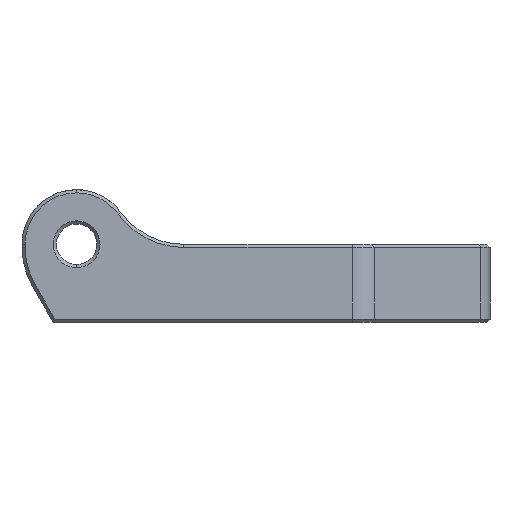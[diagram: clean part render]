
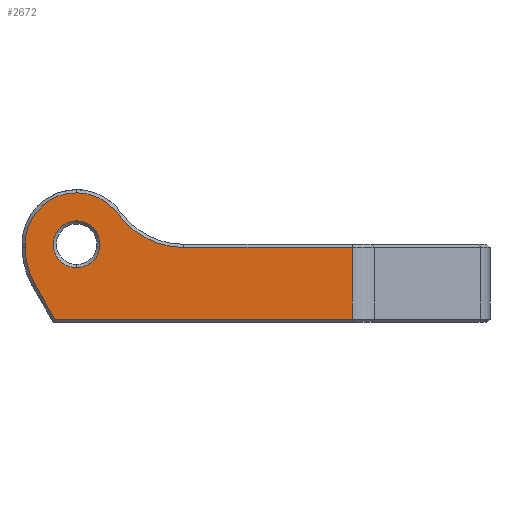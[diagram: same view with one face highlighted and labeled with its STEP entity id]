
A CAD part, front view. The second image highlights one B-rep face of the part: STEP entity #2672.
In plain terms, the highlighted planar face has unit normal (0, -1, 0).
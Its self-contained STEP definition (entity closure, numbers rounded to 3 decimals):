
#16 = CIRCLE ( 'NONE', #1031, 4.8 ) ;
#59 = CARTESIAN_POINT ( 'NONE',  ( 3.5, -19.75, 5. ) ) ;
#80 = CARTESIAN_POINT ( 'NONE',  ( 0.2, -19.75, 4.804 ) ) ;
#86 = VERTEX_POINT ( 'NONE', #1234 ) ;
#89 = AXIS2_PLACEMENT_3D ( 'NONE', #1400, #2396, #130 ) ;
#98 = DIRECTION ( 'NONE',  ( 0., 0., 1. ) ) ;
#130 = DIRECTION ( 'NONE',  ( 0., 0., 1. ) ) ;
#140 = EDGE_LOOP ( 'NONE', ( #692, #238 ) ) ;
#238 = ORIENTED_EDGE ( 'NONE', *, *, #1207, .T. ) ;
#280 = ORIENTED_EDGE ( 'NONE', *, *, #2181, .T. ) ;
#315 = DIRECTION ( 'NONE',  ( 0., -1., 0. ) ) ;
#317 = CARTESIAN_POINT ( 'NONE',  ( 21.172, -19.75, 5. ) ) ;
#326 = EDGE_CURVE ( 'NONE', #86, #956, #1524, .T. ) ;
#404 = LINE ( 'NONE', #1483, #1775 ) ;
#447 = CARTESIAN_POINT ( 'NONE',  ( 2.173, -19.75, 0.1 ) ) ;
#467 = FACE_BOUND ( 'NONE', #140, .T. ) ;
#470 = DIRECTION ( 'NONE',  ( -1., 0., 0. ) ) ;
#476 = CARTESIAN_POINT ( 'NONE',  ( 2.115, -19.75, 0.2 ) ) ;
#483 = CARTESIAN_POINT ( 'NONE',  ( 21.172, -19.75, 0.2 ) ) ;
#496 = DIRECTION ( 'NONE',  ( 0., 0., 1. ) ) ;
#536 = VERTEX_POINT ( 'NONE', #2336 ) ;
#546 = ORIENTED_EDGE ( 'NONE', *, *, #326, .T. ) ;
#569 = EDGE_LOOP ( 'NONE', ( #602, #280, #2876, #546, #1187, #1320, #783, #3016, #1912 ) ) ;
#602 = ORIENTED_EDGE ( 'NONE', *, *, #1180, .T. ) ;
#635 = VECTOR ( 'NONE', #1664, 1000. ) ;
#637 = DIRECTION ( 'NONE',  ( 0., 0., 1. ) ) ;
#652 = DIRECTION ( 'NONE',  ( 1., 0., 0. ) ) ;
#685 = CIRCLE ( 'NONE', #788, 3.3 ) ;
#692 = ORIENTED_EDGE ( 'NONE', *, *, #1124, .T. ) ;
#747 = CARTESIAN_POINT ( 'NONE',  ( 21.172, -19.75, 4.8 ) ) ;
#753 = EDGE_CURVE ( 'NONE', #2640, #2551, #1545, .T. ) ;
#783 = ORIENTED_EDGE ( 'NONE', *, *, #2969, .T. ) ;
#788 = AXIS2_PLACEMENT_3D ( 'NONE', #2228, #2974, #637 ) ;
#831 = CARTESIAN_POINT ( 'NONE',  ( 3.5, -19.75, 8.3 ) ) ;
#956 = VERTEX_POINT ( 'NONE', #831 ) ;
#995 = CIRCLE ( 'NONE', #1583, 1.5 ) ;
#1031 = AXIS2_PLACEMENT_3D ( 'NONE', #2594, #315, #1330 ) ;
#1062 = LINE ( 'NONE', #317, #2223 ) ;
#1124 = EDGE_CURVE ( 'NONE', #1861, #2824, #995, .T. ) ;
#1132 = LINE ( 'NONE', #1390, #2577 ) ;
#1180 = EDGE_CURVE ( 'NONE', #2373, #2312, #1062, .T. ) ;
#1187 = ORIENTED_EDGE ( 'NONE', *, *, #1280, .T. ) ;
#1198 = LINE ( 'NONE', #447, #635 ) ;
#1207 = EDGE_CURVE ( 'NONE', #2824, #1861, #2651, .T. ) ;
#1208 = CARTESIAN_POINT ( 'NONE',  ( 0.2, -19.75, 5. ) ) ;
#1234 = CARTESIAN_POINT ( 'NONE',  ( 6.169, -19.75, 6.941 ) ) ;
#1255 = CIRCLE ( 'NONE', #1362, 5.2 ) ;
#1280 = EDGE_CURVE ( 'NONE', #956, #2640, #685, .T. ) ;
#1308 = EDGE_CURVE ( 'NONE', #536, #1885, #1198, .T. ) ;
#1320 = ORIENTED_EDGE ( 'NONE', *, *, #753, .T. ) ;
#1330 = DIRECTION ( 'NONE',  ( 0., 0., 1. ) ) ;
#1362 = AXIS2_PLACEMENT_3D ( 'NONE', #3278, #2808, #496 ) ;
#1369 = DIRECTION ( 'NONE',  ( 0., 0., 1. ) ) ;
#1390 = CARTESIAN_POINT ( 'NONE',  ( 0., -19.75, 0.2 ) ) ;
#1400 = CARTESIAN_POINT ( 'NONE',  ( 3.5, -19.75, 5. ) ) ;
#1483 = CARTESIAN_POINT ( 'NONE',  ( 10.374, -19.75, 4.8 ) ) ;
#1524 = CIRCLE ( 'NONE', #89, 3.3 ) ;
#1545 = LINE ( 'NONE', #1208, #2536 ) ;
#1558 = CARTESIAN_POINT ( 'NONE',  ( 3.5, -19.75, 5. ) ) ;
#1583 = AXIS2_PLACEMENT_3D ( 'NONE', #1558, #2625, #2647 ) ;
#1664 = DIRECTION ( 'NONE',  ( 0.5, 0., -0.866 ) ) ;
#1665 = DIRECTION ( 'NONE',  ( 0., 1., 0. ) ) ;
#1746 = DIRECTION ( 'NONE',  ( 0., 0., 1. ) ) ;
#1775 = VECTOR ( 'NONE', #470, 1000. ) ;
#1861 = VERTEX_POINT ( 'NONE', #2334 ) ;
#1881 = DIRECTION ( 'NONE',  ( 0., 1., 0. ) ) ;
#1885 = VERTEX_POINT ( 'NONE', #476 ) ;
#1912 = ORIENTED_EDGE ( 'NONE', *, *, #2030, .T. ) ;
#2030 = EDGE_CURVE ( 'NONE', #1885, #2373, #1132, .T. ) ;
#2169 = FACE_OUTER_BOUND ( 'NONE', #569, .T. ) ;
#2181 = EDGE_CURVE ( 'NONE', #2312, #2218, #404, .T. ) ;
#2218 = VERTEX_POINT ( 'NONE', #2943 ) ;
#2223 = VECTOR ( 'NONE', #98, 1000. ) ;
#2228 = CARTESIAN_POINT ( 'NONE',  ( 3.5, -19.75, 5. ) ) ;
#2273 = AXIS2_PLACEMENT_3D ( 'NONE', #59, #1881, #1369 ) ;
#2312 = VERTEX_POINT ( 'NONE', #747 ) ;
#2334 = CARTESIAN_POINT ( 'NONE',  ( 3.5, -19.75, 3.5 ) ) ;
#2336 = CARTESIAN_POINT ( 'NONE',  ( 0.843, -19.75, 2.404 ) ) ;
#2355 = CARTESIAN_POINT ( 'NONE',  ( 3.5, -19.75, 6.5 ) ) ;
#2373 = VERTEX_POINT ( 'NONE', #483 ) ;
#2391 = EDGE_CURVE ( 'NONE', #2218, #86, #1255, .T. ) ;
#2396 = DIRECTION ( 'NONE',  ( 0., -1., 0. ) ) ;
#2536 = VECTOR ( 'NONE', #3232, 1000. ) ;
#2551 = VERTEX_POINT ( 'NONE', #80 ) ;
#2577 = VECTOR ( 'NONE', #652, 1000. ) ;
#2594 = CARTESIAN_POINT ( 'NONE',  ( 5., -19.75, 4.804 ) ) ;
#2625 = DIRECTION ( 'NONE',  ( 0., 1., 0. ) ) ;
#2640 = VERTEX_POINT ( 'NONE', #3240 ) ;
#2647 = DIRECTION ( 'NONE',  ( 0., 0., 1. ) ) ;
#2651 = CIRCLE ( 'NONE', #2273, 1.5 ) ;
#2672 = ADVANCED_FACE ( 'NONE', ( #467, #2169 ), #3179, .F. ) ;
#2808 = DIRECTION ( 'NONE',  ( 0., 1., 0. ) ) ;
#2824 = VERTEX_POINT ( 'NONE', #2355 ) ;
#2876 = ORIENTED_EDGE ( 'NONE', *, *, #2391, .T. ) ;
#2925 = CARTESIAN_POINT ( 'NONE',  ( 0., -19.75, 5. ) ) ;
#2943 = CARTESIAN_POINT ( 'NONE',  ( 10.374, -19.75, 4.8 ) ) ;
#2969 = EDGE_CURVE ( 'NONE', #2551, #536, #16, .T. ) ;
#2974 = DIRECTION ( 'NONE',  ( 0., -1., 0. ) ) ;
#3016 = ORIENTED_EDGE ( 'NONE', *, *, #1308, .T. ) ;
#3055 = AXIS2_PLACEMENT_3D ( 'NONE', #2925, #1665, #1746 ) ;
#3179 = PLANE ( 'NONE',  #3055 ) ;
#3232 = DIRECTION ( 'NONE',  ( 0., 0., -1. ) ) ;
#3240 = CARTESIAN_POINT ( 'NONE',  ( 0.2, -19.75, 5. ) ) ;
#3278 = CARTESIAN_POINT ( 'NONE',  ( 10.374, -19.75, 10. ) ) ;
